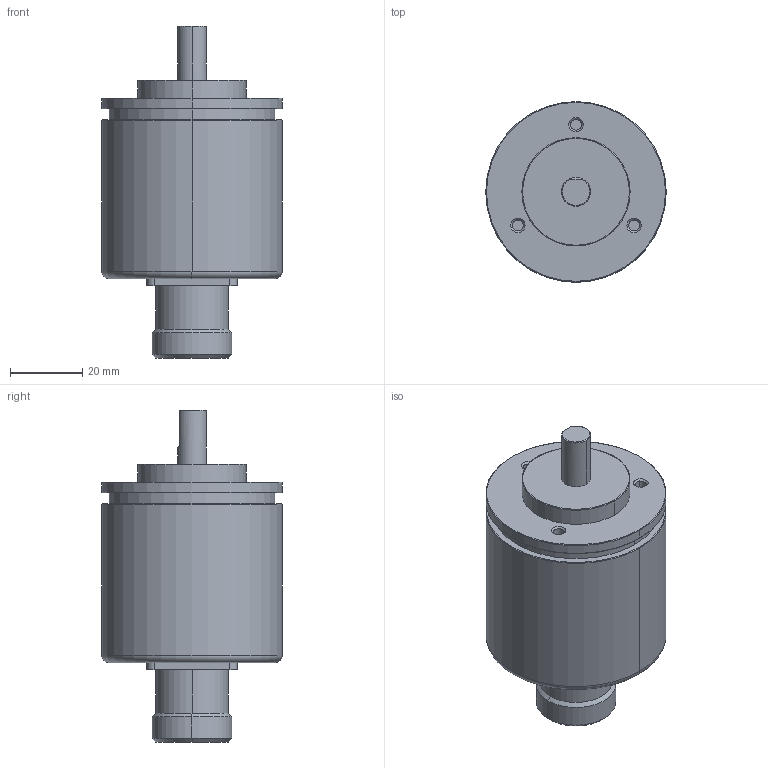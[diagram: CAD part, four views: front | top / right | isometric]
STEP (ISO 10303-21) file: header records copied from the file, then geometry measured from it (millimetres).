
FILE_DESCRIPTION((''),'2;1');
FILE_NAME('RVI150_D200164A','2006-10-19T',('Pepperl+Fuchs'),('IndustrieHansa'),'PRO/ENGINEER BY PARAMETRIC TECHNOLOGY CORPORATION, 2006200','PRO/ENGINEER BY PARAMETRIC TECHNOLOGY CORPORATION, 2006200','');
FILE_SCHEMA(('AUTOMOTIVE_DESIGN_CC2 { 1 2 10303 214 -1 1 5 2 }'));
Length unit declared in the file: millimetre
Products named in the file (1): RVI150_D200164A
Bounding box: 50 x 50 x 92 mm (x, y, z)
Volume: 109263.4 mm3; surface area: 14715.9 mm2
Topology: 1 solids, 1 shells, 62 faces, 141 edges, 100 vertices
Faces by surface type: cylinder 24, plane 17, torus 11, cone 10
Entity records: 2291 total; most frequent: DIRECTION 340, CARTESIAN_POINT 301, ORIENTED_EDGE 262, PRESENTATION_STYLE_ASSIGNMENT 150, STYLED_ITEM 143, CURVE_STYLE 142, AXIS2_PLACEMENT_3D 140, EDGE_CURVE 131
